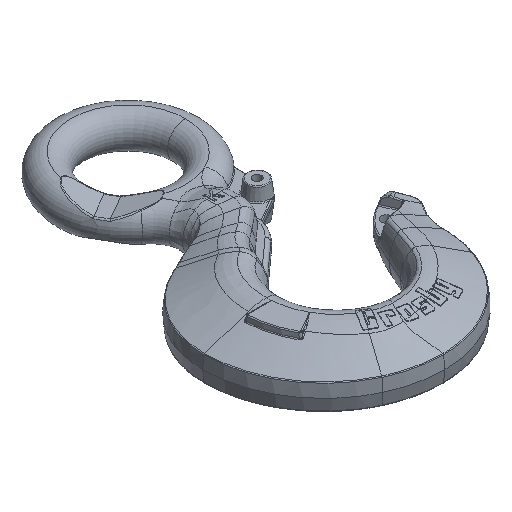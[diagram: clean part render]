
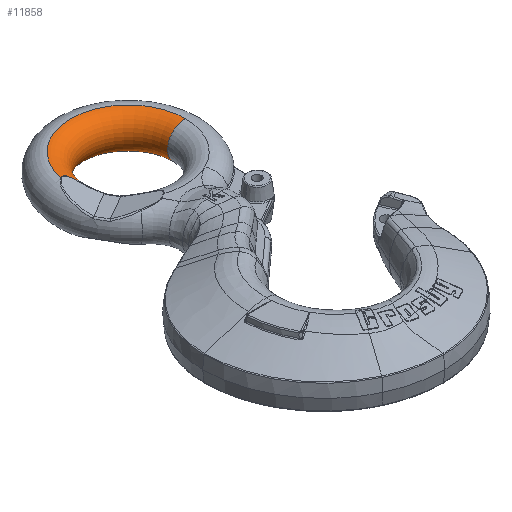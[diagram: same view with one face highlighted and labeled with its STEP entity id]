
A CAD part, isometric view. The second image highlights one B-rep face of the part: STEP entity #11858.
In plain terms, the highlighted toroidal (fillet/blend) face has major radius 45.085 mm and minor radius 14.097 mm.
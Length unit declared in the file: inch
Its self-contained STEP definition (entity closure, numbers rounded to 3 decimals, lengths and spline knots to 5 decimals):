
#641=CARTESIAN_POINT('',(0.,2.68775,0.555));
#642=DIRECTION('',(0.,0.,1.));
#643=DIRECTION('',(1.,0.,0.));
#644=AXIS2_PLACEMENT_3D('',#641,#642,#643);
#660=CARTESIAN_POINT('',(-1.74144,3.03129,0.555));
#661=CARTESIAN_POINT('',(-1.72795,3.03809,0.555));
#662=CARTESIAN_POINT('',(-1.70171,3.04847,0.55425));
#663=CARTESIAN_POINT('',(-1.66343,3.05384,0.55073));
#664=CARTESIAN_POINT('',(-1.62907,3.04901,0.54508));
#665=CARTESIAN_POINT('',(-1.59759,3.03498,0.53741));
#666=CARTESIAN_POINT('',(-1.56813,3.01082,0.5274));
#667=CARTESIAN_POINT('',(-1.54249,2.9795,0.516));
#668=CARTESIAN_POINT('',(-1.5193,2.94198,0.50325));
#669=CARTESIAN_POINT('',(-1.49809,2.89978,0.48949));
#670=CARTESIAN_POINT('',(-1.47792,2.85342,0.4747));
#671=CARTESIAN_POINT('',(-1.45797,2.80298,0.45879));
#672=CARTESIAN_POINT('',(-1.43741,2.74819,0.44155));
#673=CARTESIAN_POINT('',(-1.42271,2.70838,0.42898));
#674=CARTESIAN_POINT('',(-1.41504,2.68775,0.42243));
#676=CARTESIAN_POINT('',(1.775,2.68775,0.));
#677=DIRECTION('',(0.,-1.,0.));
#678=DIRECTION('',(0.,0.,1.));
#679=AXIS2_PLACEMENT_3D('',#676,#677,#678);
#681=CARTESIAN_POINT('',(0.,2.68775,-0.555));
#682=DIRECTION('',(0.,0.,1.));
#683=DIRECTION('',(1.,0.,0.));
#684=AXIS2_PLACEMENT_3D('',#681,#682,#683);
#686=CARTESIAN_POINT('',(-1.74144,3.03129,
-0.555));
#687=CARTESIAN_POINT('',(-1.72706,3.03855,
-0.555));
#688=CARTESIAN_POINT('',(-1.69914,3.04934,
-0.55416));
#689=CARTESIAN_POINT('',(-1.65837,3.05403,
-0.55011));
#690=CARTESIAN_POINT('',(-1.62265,3.04727,
-0.54381));
#691=CARTESIAN_POINT('',(-1.58787,3.02873,
-0.53456));
#692=CARTESIAN_POINT('',(-1.55679,2.99871,
-0.5228));
#693=CARTESIAN_POINT('',(-1.52941,2.95986,
-0.50921));
#694=CARTESIAN_POINT('',(-1.50501,2.91462,
-0.49426));
#695=CARTESIAN_POINT('',(-1.48276,2.86518,
-0.47842));
#696=CARTESIAN_POINT('',(-1.46122,2.81152,
-0.46147));
#697=CARTESIAN_POINT('',(-1.43916,2.75294,
-0.44304));
#698=CARTESIAN_POINT('',(-1.42333,2.71003,
-0.4295));
#699=CARTESIAN_POINT('',(-1.41504,2.68775,
-0.42243));
#701=CARTESIAN_POINT('',(-1.775,2.68775,0.));
#702=DIRECTION('',(0.,-1.,0.));
#703=DIRECTION('',(0.649,0.,-0.761));
#704=AXIS2_PLACEMENT_3D('',#701,#702,#703);
#706=CARTESIAN_POINT('',(-1.41504,2.68775,0.42243));
#718=CARTESIAN_POINT('',(-1.41504,2.68775,
-0.42243));
#9815=CARTESIAN_POINT('',(1.775,2.68775,-0.555));
#9817=VERTEX_POINT('',#9815);
#9819=CARTESIAN_POINT('',(1.775,2.68775,0.555));
#9821=VERTEX_POINT('',#9819);
#10597=VERTEX_POINT('',#706);
#10599=VERTEX_POINT('',#660);
#10638=VERTEX_POINT('',#718);
#10643=VERTEX_POINT('',#686);
#11842=CARTESIAN_POINT('',(0.,2.68775,0.));
#11843=DIRECTION('',(0.,0.,1.));
#11844=DIRECTION('',(-1.,0.,0.));
#11845=AXIS2_PLACEMENT_3D('',#11842,#11843,#11844);
#11846=TOROIDAL_SURFACE('',#11845,1.775,0.555);
#11847=ORIENTED_EDGE('',*,*,#11832,.F.);
#11848=ORIENTED_EDGE('',*,*,#11697,.F.);
#11850=ORIENTED_EDGE('',*,*,#11849,.T.);
#11851=ORIENTED_EDGE('',*,*,#11678,.T.);
#11853=ORIENTED_EDGE('',*,*,#11852,.T.);
#11855=ORIENTED_EDGE('',*,*,#11854,.T.);
#11856=EDGE_LOOP('',(#11847,#11848,#11850,#11851,#11853,#11855));
#11857=FACE_OUTER_BOUND('',#11856,.F.);
#11858=ADVANCED_FACE('',(#11857),#11846,.T.);
#645=CIRCLE('',#644,1.775);
#675=B_SPLINE_CURVE_WITH_KNOTS('',3,(#660,#661,#662,#663,#664,#665,#666,#667,
#668,#669,#670,#671,#672,#673,#674),.UNSPECIFIED.,.F.,.F.,(4,1,1,1,1,1,1,1,1,1,
1,1,4),(0.,0.08333,0.16667,0.25,0.33333,
0.41667,0.5,0.58333,0.66667,0.75,
0.83333,0.91667,1.),.UNSPECIFIED.);
#680=CIRCLE('',#679,0.555);
#685=CIRCLE('',#684,1.775);
#700=B_SPLINE_CURVE_WITH_KNOTS('',3,(#686,#687,#688,#689,#690,#691,#692,#693,
#694,#695,#696,#697,#698,#699),.UNSPECIFIED.,.F.,.F.,(4,1,1,1,1,1,1,1,1,1,1,4),(
0.,0.09091,0.18182,0.27273,0.36364,
0.45455,0.54545,0.63636,0.72727,
0.81818,0.90909,1.),.UNSPECIFIED.);
#705=CIRCLE('',#704,0.555);
#11678=EDGE_CURVE('',#9817,#10643,#685,.T.);
#11697=EDGE_CURVE('',#9821,#10599,#645,.T.);
#11832=EDGE_CURVE('',#10599,#10597,#675,.T.);
#11849=EDGE_CURVE('',#9821,#9817,#680,.T.);
#11852=EDGE_CURVE('',#10643,#10638,#700,.T.);
#11854=EDGE_CURVE('',#10638,#10597,#705,.T.);
